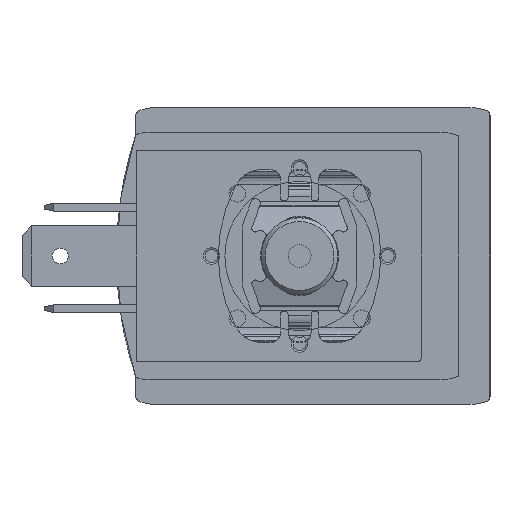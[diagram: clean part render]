
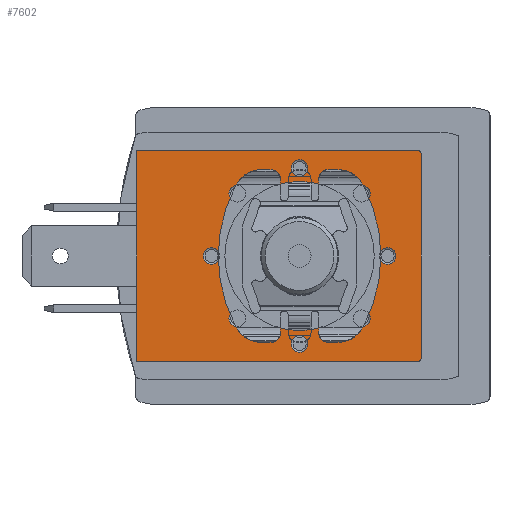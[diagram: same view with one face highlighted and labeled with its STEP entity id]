
A CAD part, left-side view. The second image highlights one B-rep face of the part: STEP entity #7602.
In plain terms, the highlighted face is planar.
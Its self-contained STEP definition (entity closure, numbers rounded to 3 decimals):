
#531=LINE('',#11207,#961);
#535=LINE('',#11218,#965);
#544=LINE('',#11243,#974);
#555=LINE('',#11266,#985);
#961=VECTOR('',#9307,1000.);
#965=VECTOR('',#9317,1000.);
#974=VECTOR('',#9338,1000.);
#985=VECTOR('',#9359,1000.);
#1897=ORIENTED_EDGE('',*,*,#3229,.T.);
#1898=ORIENTED_EDGE('',*,*,#3230,.T.);
#1899=ORIENTED_EDGE('',*,*,#3231,.T.);
#1900=ORIENTED_EDGE('',*,*,#3232,.T.);
#1901=ORIENTED_EDGE('',*,*,#3233,.T.);
#1902=ORIENTED_EDGE('',*,*,#3234,.T.);
#1903=ORIENTED_EDGE('',*,*,#3235,.T.);
#1904=ORIENTED_EDGE('',*,*,#3236,.T.);
#1905=ORIENTED_EDGE('',*,*,#3237,.T.);
#1906=ORIENTED_EDGE('',*,*,#3218,.T.);
#1907=ORIENTED_EDGE('',*,*,#3185,.T.);
#1908=ORIENTED_EDGE('',*,*,#3201,.T.);
#1909=ORIENTED_EDGE('',*,*,#3204,.T.);
#1910=ORIENTED_EDGE('',*,*,#3207,.T.);
#1911=ORIENTED_EDGE('',*,*,#3191,.T.);
#3185=EDGE_CURVE('',#3910,#3911,#531,.T.);
#3191=EDGE_CURVE('',#3914,#3915,#535,.T.);
#3201=EDGE_CURVE('',#3911,#3922,#4373,.T.);
#3204=EDGE_CURVE('',#3922,#3924,#544,.T.);
#3207=EDGE_CURVE('',#3924,#3914,#4375,.T.);
#3218=EDGE_CURVE('',#3915,#3910,#555,.T.);
#3229=EDGE_CURVE('',#3940,#3940,#4387,.T.);
#3230=EDGE_CURVE('',#3941,#3941,#4388,.T.);
#3231=EDGE_CURVE('',#3942,#3942,#4389,.T.);
#3232=EDGE_CURVE('',#3943,#3943,#4390,.T.);
#3233=EDGE_CURVE('',#3944,#3944,#4391,.T.);
#3234=EDGE_CURVE('',#3945,#3945,#4392,.T.);
#3235=EDGE_CURVE('',#3946,#3946,#4393,.T.);
#3236=EDGE_CURVE('',#3947,#3947,#4394,.T.);
#3237=EDGE_CURVE('',#3948,#3948,#4395,.T.);
#3910=VERTEX_POINT('',#11208);
#3911=VERTEX_POINT('',#11209);
#3914=VERTEX_POINT('',#11219);
#3915=VERTEX_POINT('',#11220);
#3922=VERTEX_POINT('',#11238);
#3924=VERTEX_POINT('',#11244);
#3940=VERTEX_POINT('',#11289);
#3941=VERTEX_POINT('',#11291);
#3942=VERTEX_POINT('',#11293);
#3943=VERTEX_POINT('',#11295);
#3944=VERTEX_POINT('',#11297);
#3945=VERTEX_POINT('',#11299);
#3946=VERTEX_POINT('',#11301);
#3947=VERTEX_POINT('',#11303);
#3948=VERTEX_POINT('',#11305);
#4373=CIRCLE('',#8115,0.3);
#4375=CIRCLE('',#8119,0.3);
#4387=CIRCLE('',#8134,0.875);
#4388=CIRCLE('',#8135,0.875);
#4389=CIRCLE('',#8136,0.875);
#4390=CIRCLE('',#8137,0.875);
#4391=CIRCLE('',#8138,0.875);
#4392=CIRCLE('',#8139,0.875);
#4393=CIRCLE('',#8140,0.875);
#4394=CIRCLE('',#8141,0.875);
#4395=CIRCLE('',#8142,7.8);
#4740=EDGE_LOOP('',(#1897));
#4741=EDGE_LOOP('',(#1898));
#4742=EDGE_LOOP('',(#1899));
#4743=EDGE_LOOP('',(#1900));
#4744=EDGE_LOOP('',(#1901));
#4745=EDGE_LOOP('',(#1902));
#4746=EDGE_LOOP('',(#1903));
#4747=EDGE_LOOP('',(#1904));
#4748=EDGE_LOOP('',(#1905));
#4749=EDGE_LOOP('',(#1906,#1907,#1908,#1909,#1910,#1911));
#5232=FACE_BOUND('',#4740,.T.);
#5233=FACE_BOUND('',#4741,.T.);
#5234=FACE_BOUND('',#4742,.T.);
#5235=FACE_BOUND('',#4743,.T.);
#5236=FACE_BOUND('',#4744,.T.);
#5237=FACE_BOUND('',#4745,.T.);
#5238=FACE_BOUND('',#4746,.T.);
#5239=FACE_BOUND('',#4747,.T.);
#5240=FACE_BOUND('',#4748,.T.);
#5241=FACE_BOUND('',#4749,.T.);
#5581=PLANE('',#8133);
#7602=ADVANCED_FACE('',(#5232,#5233,#5234,#5235,#5236,#5237,#5238,#5239,
#5240,#5241),#5581,.T.);
#8115=AXIS2_PLACEMENT_3D('',#11237,#9331,#9332);
#8119=AXIS2_PLACEMENT_3D('',#11249,#9343,#9344);
#8133=AXIS2_PLACEMENT_3D('',#11287,#9381,#9382);
#8134=AXIS2_PLACEMENT_3D('',#11288,#9383,#9384);
#8135=AXIS2_PLACEMENT_3D('',#11290,#9385,#9386);
#8136=AXIS2_PLACEMENT_3D('',#11292,#9387,#9388);
#8137=AXIS2_PLACEMENT_3D('',#11294,#9389,#9390);
#8138=AXIS2_PLACEMENT_3D('',#11296,#9391,#9392);
#8139=AXIS2_PLACEMENT_3D('',#11298,#9393,#9394);
#8140=AXIS2_PLACEMENT_3D('',#11300,#9395,#9396);
#8141=AXIS2_PLACEMENT_3D('',#11302,#9397,#9398);
#8142=AXIS2_PLACEMENT_3D('',#11304,#9399,#9400);
#9307=DIRECTION('',(0.,-1.,0.));
#9317=DIRECTION('',(0.,1.,0.));
#9331=DIRECTION('',(0.,0.,1.));
#9332=DIRECTION('',(1.,0.,0.));
#9338=DIRECTION('',(1.,0.,0.));
#9343=DIRECTION('',(0.,0.,1.));
#9344=DIRECTION('',(1.,0.,0.));
#9359=DIRECTION('',(-1.,0.,0.));
#9381=DIRECTION('',(0.,0.,1.));
#9382=DIRECTION('',(1.,0.,0.));
#9383=DIRECTION('',(0.,0.,-1.));
#9384=DIRECTION('',(-1.,0.,0.));
#9385=DIRECTION('',(0.,0.,-1.));
#9386=DIRECTION('',(-1.,0.,0.));
#9387=DIRECTION('',(0.,0.,-1.));
#9388=DIRECTION('',(-1.,0.,0.));
#9389=DIRECTION('',(0.,0.,-1.));
#9390=DIRECTION('',(-1.,0.,0.));
#9391=DIRECTION('',(0.,0.,-1.));
#9392=DIRECTION('',(-1.,0.,0.));
#9393=DIRECTION('',(0.,0.,-1.));
#9394=DIRECTION('',(-1.,0.,0.));
#9395=DIRECTION('',(0.,0.,-1.));
#9396=DIRECTION('',(-1.,0.,0.));
#9397=DIRECTION('',(0.,0.,-1.));
#9398=DIRECTION('',(-1.,0.,0.));
#9399=DIRECTION('',(0.,0.,-1.));
#9400=DIRECTION('',(-1.,0.,0.));
#11207=CARTESIAN_POINT('',(-11.,0.,0.));
#11208=CARTESIAN_POINT('',(-11.,0.,0.));
#11209=CARTESIAN_POINT('',(-11.,-29.4,0.));
#11218=CARTESIAN_POINT('',(11.,-29.4,0.));
#11219=CARTESIAN_POINT('',(11.,-29.4,0.));
#11220=CARTESIAN_POINT('',(11.,0.,0.));
#11237=CARTESIAN_POINT('',(-10.7,-29.4,0.));
#11238=CARTESIAN_POINT('',(-10.7,-29.7,0.));
#11243=CARTESIAN_POINT('',(-10.7,-29.7,0.));
#11244=CARTESIAN_POINT('',(10.7,-29.7,0.));
#11249=CARTESIAN_POINT('',(10.7,-29.4,0.));
#11266=CARTESIAN_POINT('',(11.,0.,0.));
#11287=CARTESIAN_POINT('',(-10.7,-29.4,0.));
#11288=CARTESIAN_POINT('',(-9.2,-17.,0.));
#11289=CARTESIAN_POINT('',(-10.075,-17.,0.));
#11290=CARTESIAN_POINT('',(-6.505,-23.505,0.));
#11291=CARTESIAN_POINT('',(-7.38,-23.505,0.));
#11292=CARTESIAN_POINT('',(0.,-26.2,0.));
#11293=CARTESIAN_POINT('',(-0.875,-26.2,0.));
#11294=CARTESIAN_POINT('',(6.505,-23.505,0.));
#11295=CARTESIAN_POINT('',(5.63,-23.505,0.));
#11296=CARTESIAN_POINT('',(9.2,-17.,0.));
#11297=CARTESIAN_POINT('',(8.325,-17.,0.));
#11298=CARTESIAN_POINT('',(6.505,-10.495,0.));
#11299=CARTESIAN_POINT('',(5.63,-10.495,0.));
#11300=CARTESIAN_POINT('',(-6.505,-10.495,0.));
#11301=CARTESIAN_POINT('',(-7.38,-10.495,0.));
#11302=CARTESIAN_POINT('',(0.,-7.8,0.));
#11303=CARTESIAN_POINT('',(-0.875,-7.8,0.));
#11304=CARTESIAN_POINT('',(0.,-17.,0.));
#11305=CARTESIAN_POINT('',(-7.8,-17.,0.));
